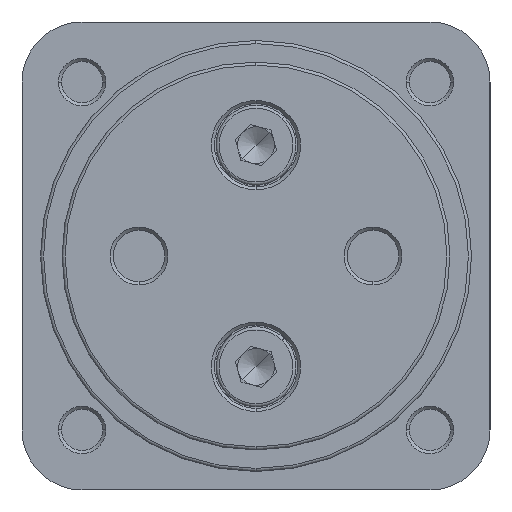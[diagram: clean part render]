
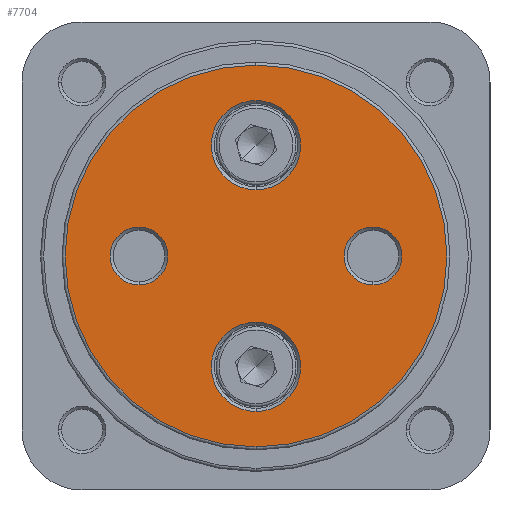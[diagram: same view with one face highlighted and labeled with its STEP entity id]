
A CAD part, left-side view. The second image highlights one B-rep face of the part: STEP entity #7704.
In plain terms, the highlighted planar face has unit normal (-1, 0, 0).
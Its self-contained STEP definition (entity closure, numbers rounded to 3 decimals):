
#219 = FACE_BOUND ( 'NONE', #3842, .T. ) ;
#221 = FACE_OUTER_BOUND ( 'NONE', #3813, .T. ) ;
#222 = FACE_BOUND ( 'NONE', #3810, .T. ) ;
#224 = FACE_BOUND ( 'NONE', #3848, .T. ) ;
#226 = FACE_BOUND ( 'NONE', #3844, .T. ) ;
#1262 = PLANE ( 'NONE',  #5753 ) ;
#1269 = CARTESIAN_POINT ( 'NONE',  ( 0., 0., 0. ) ) ;
#1280 = DIRECTION ( 'NONE',  ( 1., 0., 0. ) ) ;
#1281 = DIRECTION ( 'NONE',  ( 0., 0., -1. ) ) ;
#1683 = VERTEX_POINT ( 'NONE', #6486 ) ;
#1686 = VERTEX_POINT ( 'NONE', #6487 ) ;
#1691 = VERTEX_POINT ( 'NONE', #6490 ) ;
#1693 = VERTEX_POINT ( 'NONE', #6491 ) ;
#1744 = VERTEX_POINT ( 'NONE', #6518 ) ;
#1746 = VERTEX_POINT ( 'NONE', #6519 ) ;
#1752 = VERTEX_POINT ( 'NONE', #6522 ) ;
#1753 = VERTEX_POINT ( 'NONE', #6523 ) ;
#1796 = VERTEX_POINT ( 'NONE', #6544 ) ;
#1814 = VERTEX_POINT ( 'NONE', #6545 ) ;
#2966 = CARTESIAN_POINT ( 'NONE',  ( 0., 19., 0. ) ) ;
#2967 = DIRECTION ( 'NONE',  ( 1., 0., 0. ) ) ;
#2968 = DIRECTION ( 'NONE',  ( 0., 0., -1. ) ) ;
#2976 = CARTESIAN_POINT ( 'NONE',  ( 0., -19., 0. ) ) ;
#2977 = DIRECTION ( 'NONE',  ( 1., 0., 0. ) ) ;
#2978 = DIRECTION ( 'NONE',  ( 0., 0., -1. ) ) ;
#3076 = CARTESIAN_POINT ( 'NONE',  ( 0., -19., 0. ) ) ;
#3078 = DIRECTION ( 'NONE',  ( 1., 0., 0. ) ) ;
#3079 = DIRECTION ( 'NONE',  ( 0., 0., -1. ) ) ;
#3089 = CARTESIAN_POINT ( 'NONE',  ( 0., 19., 0. ) ) ;
#3092 = CARTESIAN_POINT ( 'NONE',  ( 0., 0., 18. ) ) ;
#3095 = DIRECTION ( 'NONE',  ( 1., 0., 0. ) ) ;
#3096 = DIRECTION ( 'NONE',  ( 0., 0., -1. ) ) ;
#3098 = DIRECTION ( 'NONE',  ( 1., 0., 0. ) ) ;
#3099 = DIRECTION ( 'NONE',  ( 0., 0., -1. ) ) ;
#3100 = CARTESIAN_POINT ( 'NONE',  ( 0., 0., 0. ) ) ;
#3101 = DIRECTION ( 'NONE',  ( -1., 0., 0. ) ) ;
#3102 = DIRECTION ( 'NONE',  ( 0., 0., -1. ) ) ;
#3110 = CARTESIAN_POINT ( 'NONE',  ( 0., 0., -18. ) ) ;
#3116 = DIRECTION ( 'NONE',  ( 1., 0., 0. ) ) ;
#3117 = DIRECTION ( 'NONE',  ( 0., 0., -1. ) ) ;
#3143 = CARTESIAN_POINT ( 'NONE',  ( 0., 0., -18. ) ) ;
#3144 = DIRECTION ( 'NONE',  ( 1., 0., 0. ) ) ;
#3145 = DIRECTION ( 'NONE',  ( 0., 0., -1. ) ) ;
#3154 = CARTESIAN_POINT ( 'NONE',  ( 0., 0., 18. ) ) ;
#3156 = DIRECTION ( 'NONE',  ( 1., 0., 0. ) ) ;
#3157 = DIRECTION ( 'NONE',  ( 0., 0., -1. ) ) ;
#3366 = CIRCLE ( 'NONE', #6088, 4.7 ) ;
#3372 = CIRCLE ( 'NONE', #6089, 4.7 ) ;
#3436 = CIRCLE ( 'NONE', #6101, 4.7 ) ;
#3443 = CIRCLE ( 'NONE', #6112, 4.7 ) ;
#3444 = CIRCLE ( 'NONE', #6113, 7.25 ) ;
#3445 = CIRCLE ( 'NONE', #6109, 31. ) ;
#3451 = CIRCLE ( 'NONE', #6119, 7.25 ) ;
#3468 = CIRCLE ( 'NONE', #6126, 7.25 ) ;
#3472 = CIRCLE ( 'NONE', #6128, 7.25 ) ;
#3810 = EDGE_LOOP ( 'NONE', ( #4858, #4857 ) ) ;
#3813 = EDGE_LOOP ( 'NONE', ( #4866, #4865 ) ) ;
#3842 = EDGE_LOOP ( 'NONE', ( #4864, #4863 ) ) ;
#3844 = EDGE_LOOP ( 'NONE', ( #4860, #4859 ) ) ;
#3848 = EDGE_LOOP ( 'NONE', ( #4862, #4861 ) ) ;
#4141 = EDGE_CURVE ( 'NONE', #1796, #1814, #5001, .T. ) ;
#4857 = ORIENTED_EDGE ( 'NONE', *, *, #8460, .T. ) ;
#4858 = ORIENTED_EDGE ( 'NONE', *, *, #8408, .T. ) ;
#4859 = ORIENTED_EDGE ( 'NONE', *, *, #8454, .T. ) ;
#4860 = ORIENTED_EDGE ( 'NONE', *, *, #8412, .T. ) ;
#4861 = ORIENTED_EDGE ( 'NONE', *, *, #8461, .T. ) ;
#4862 = ORIENTED_EDGE ( 'NONE', *, *, #8482, .T. ) ;
#4863 = ORIENTED_EDGE ( 'NONE', *, *, #8467, .T. ) ;
#4864 = ORIENTED_EDGE ( 'NONE', *, *, #8478, .T. ) ;
#4865 = ORIENTED_EDGE ( 'NONE', *, *, #4141, .T. ) ;
#4866 = ORIENTED_EDGE ( 'NONE', *, *, #8462, .T. ) ;
#5001 = CIRCLE ( 'NONE', #5536, 31. ) ;
#5536 = AXIS2_PLACEMENT_3D ( 'NONE', #6570, #6571, #6572 ) ;
#5753 = AXIS2_PLACEMENT_3D ( 'NONE', #1269, #1280, #1281 ) ;
#6088 = AXIS2_PLACEMENT_3D ( 'NONE', #2966, #2967, #2968 ) ;
#6089 = AXIS2_PLACEMENT_3D ( 'NONE', #2976, #2977, #2978 ) ;
#6101 = AXIS2_PLACEMENT_3D ( 'NONE', #3076, #3078, #3079 ) ;
#6109 = AXIS2_PLACEMENT_3D ( 'NONE', #3100, #3101, #3102 ) ;
#6112 = AXIS2_PLACEMENT_3D ( 'NONE', #3089, #3095, #3096 ) ;
#6113 = AXIS2_PLACEMENT_3D ( 'NONE', #3092, #3098, #3099 ) ;
#6119 = AXIS2_PLACEMENT_3D ( 'NONE', #3110, #3116, #3117 ) ;
#6126 = AXIS2_PLACEMENT_3D ( 'NONE', #3143, #3144, #3145 ) ;
#6128 = AXIS2_PLACEMENT_3D ( 'NONE', #3154, #3156, #3157 ) ;
#6486 = CARTESIAN_POINT ( 'NONE',  ( 0., -19., 4.7 ) ) ;
#6487 = CARTESIAN_POINT ( 'NONE',  ( 0., -19., -4.7 ) ) ;
#6490 = CARTESIAN_POINT ( 'NONE',  ( 0., 19., 4.7 ) ) ;
#6491 = CARTESIAN_POINT ( 'NONE',  ( 0., 19., -4.7 ) ) ;
#6518 = CARTESIAN_POINT ( 'NONE',  ( 0., 0., -10.75 ) ) ;
#6519 = CARTESIAN_POINT ( 'NONE',  ( 0., 0., -25.25 ) ) ;
#6522 = CARTESIAN_POINT ( 'NONE',  ( 0., 0., 25.25 ) ) ;
#6523 = CARTESIAN_POINT ( 'NONE',  ( 0., 0., 10.75 ) ) ;
#6544 = CARTESIAN_POINT ( 'NONE',  ( 0., 0., 31. ) ) ;
#6545 = CARTESIAN_POINT ( 'NONE',  ( 0., 0., -31. ) ) ;
#6570 = CARTESIAN_POINT ( 'NONE',  ( 0., 0., 0. ) ) ;
#6571 = DIRECTION ( 'NONE',  ( -1., 0., 0. ) ) ;
#6572 = DIRECTION ( 'NONE',  ( 0., 0., -1. ) ) ;
#7704 = ADVANCED_FACE ( 'NONE', ( #221, #219, #224, #226, #222 ), #1262, .F. ) ;
#8408 = EDGE_CURVE ( 'NONE', #1691, #1693, #3366, .T. ) ;
#8412 = EDGE_CURVE ( 'NONE', #1683, #1686, #3372, .T. ) ;
#8454 = EDGE_CURVE ( 'NONE', #1686, #1683, #3436, .T. ) ;
#8460 = EDGE_CURVE ( 'NONE', #1693, #1691, #3443, .T. ) ;
#8461 = EDGE_CURVE ( 'NONE', #1753, #1752, #3444, .T. ) ;
#8462 = EDGE_CURVE ( 'NONE', #1814, #1796, #3445, .T. ) ;
#8467 = EDGE_CURVE ( 'NONE', #1746, #1744, #3451, .T. ) ;
#8478 = EDGE_CURVE ( 'NONE', #1744, #1746, #3468, .T. ) ;
#8482 = EDGE_CURVE ( 'NONE', #1752, #1753, #3472, .T. ) ;
